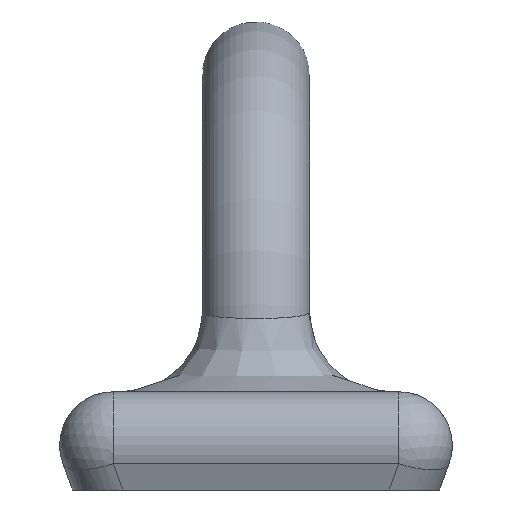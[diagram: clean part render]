
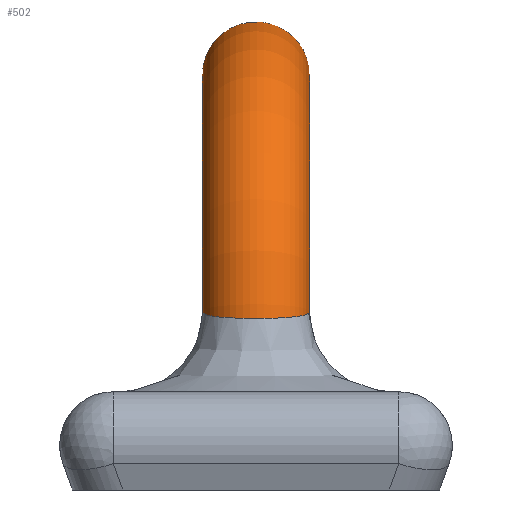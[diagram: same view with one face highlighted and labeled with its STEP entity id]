
A CAD part, left-side view. The second image highlights one B-rep face of the part: STEP entity #502.
In plain terms, the highlighted toroidal (fillet/blend) face has major radius 15.264 mm and minor radius 3 mm.
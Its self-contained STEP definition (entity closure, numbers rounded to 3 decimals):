
#46=TOROIDAL_SURFACE('',#552,15.264,3.);
#48=B_SPLINE_CURVE_WITH_KNOTS('',3,(#852,#853,#854,#855,#856,#857,#858,
#859,#860,#861),.UNSPECIFIED.,.F.,.F.,(4,1,1,1,1,1,1,4),(0.,0.338,
0.506,1.013,1.35,1.688,2.026,
2.363),.UNSPECIFIED.);
#49=B_SPLINE_CURVE_WITH_KNOTS('',3,(#918,#919,#920,#921,#922,#923,#924,
#925,#926,#927),.UNSPECIFIED.,.F.,.F.,(4,1,1,1,1,1,1,4),(-2.363,
-2.026,-1.857,-1.35,-1.013,
-0.675,-0.338,0.),
 .UNSPECIFIED.);
#57=FACE_OUTER_BOUND('',#90,.T.);
#90=EDGE_LOOP('',(#356,#357,#358,#359));
#202=CIRCLE('',#553,15.264);
#203=CIRCLE('',#554,15.264);
#226=VERTEX_POINT('',#781);
#229=VERTEX_POINT('',#786);
#231=VERTEX_POINT('',#850);
#233=VERTEX_POINT('',#864);
#274=EDGE_CURVE('',#231,#229,#48,.T.);
#278=EDGE_CURVE('',#226,#233,#49,.T.);
#280=EDGE_CURVE('',#226,#229,#202,.T.);
#281=EDGE_CURVE('',#233,#231,#203,.F.);
#356=ORIENTED_EDGE('',*,*,#278,.F.);
#357=ORIENTED_EDGE('',*,*,#280,.T.);
#358=ORIENTED_EDGE('',*,*,#274,.F.);
#359=ORIENTED_EDGE('',*,*,#281,.F.);
#502=ADVANCED_FACE('',(#57),#46,.T.);
#552=AXIS2_PLACEMENT_3D('',#938,#630,#631);
#553=AXIS2_PLACEMENT_3D('',#939,#632,#633);
#554=AXIS2_PLACEMENT_3D('',#940,#634,#635);
#630=DIRECTION('center_axis',(0.,-1.,0.));
#631=DIRECTION('ref_axis',(0.,0.,1.));
#632=DIRECTION('center_axis',(0.,1.,0.));
#633=DIRECTION('ref_axis',(0.,0.,-1.));
#634=DIRECTION('center_axis',(0.,-1.,0.));
#635=DIRECTION('ref_axis',(0.,0.,-1.));
#781=CARTESIAN_POINT('',(-15.132,7.573,9.932));
#786=CARTESIAN_POINT('',(15.132,7.573,9.932));
#850=CARTESIAN_POINT('',(15.132,13.573,9.932));
#852=CARTESIAN_POINT('Ctrl Pts',(15.132,13.573,9.932));
#853=CARTESIAN_POINT('Ctrl Pts',(15.594,13.573,9.845));
#854=CARTESIAN_POINT('Ctrl Pts',(16.28,13.42,9.742));
#855=CARTESIAN_POINT('Ctrl Pts',(17.451,12.704,9.602));
#856=CARTESIAN_POINT('Ctrl Pts',(18.221,11.499,9.535));
#857=CARTESIAN_POINT('Ctrl Pts',(18.218,9.88,9.535));
#858=CARTESIAN_POINT('Ctrl Pts',(17.61,8.634,9.589));
#859=CARTESIAN_POINT('Ctrl Pts',(16.51,7.775,9.708));
#860=CARTESIAN_POINT('Ctrl Pts',(15.594,7.573,9.845));
#861=CARTESIAN_POINT('Ctrl Pts',(15.132,7.573,9.932));
#864=CARTESIAN_POINT('',(-15.132,13.573,9.932));
#918=CARTESIAN_POINT('Ctrl Pts',(-15.132,7.573,9.932));
#919=CARTESIAN_POINT('Ctrl Pts',(-15.594,7.573,9.845));
#920=CARTESIAN_POINT('Ctrl Pts',(-16.28,7.726,9.742));
#921=CARTESIAN_POINT('Ctrl Pts',(-17.451,8.442,9.602));
#922=CARTESIAN_POINT('Ctrl Pts',(-18.221,9.647,9.535));
#923=CARTESIAN_POINT('Ctrl Pts',(-18.218,11.266,9.535));
#924=CARTESIAN_POINT('Ctrl Pts',(-17.61,12.512,9.589));
#925=CARTESIAN_POINT('Ctrl Pts',(-16.51,13.37,9.708));
#926=CARTESIAN_POINT('Ctrl Pts',(-15.594,13.573,9.845));
#927=CARTESIAN_POINT('Ctrl Pts',(-15.132,13.573,9.932));
#938=CARTESIAN_POINT('Origin',(0.,10.573,7.932));
#939=CARTESIAN_POINT('Origin',(0.,7.573,7.932));
#940=CARTESIAN_POINT('Origin',(0.,13.573,7.932));
